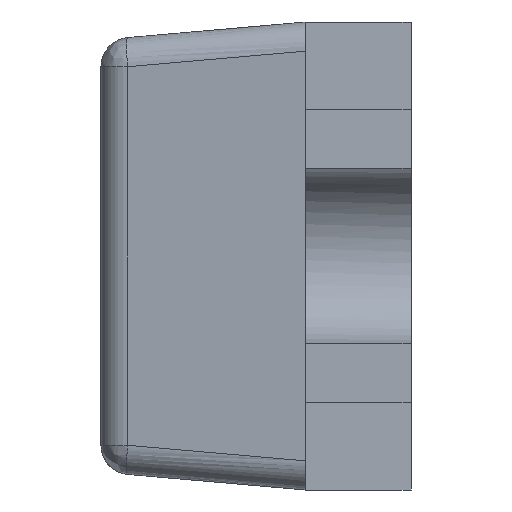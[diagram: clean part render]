
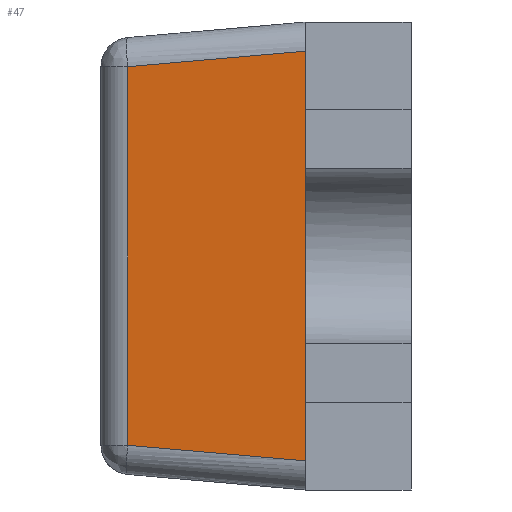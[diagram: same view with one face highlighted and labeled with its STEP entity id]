
A CAD part, left-side view. The second image highlights one B-rep face of the part: STEP entity #47.
In plain terms, the highlighted planar face has unit normal (-0.996, 0.087, 0).
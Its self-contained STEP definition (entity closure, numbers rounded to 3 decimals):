
#47=ADVANCED_FACE('',(#90),#715,.T.);
#90=FACE_OUTER_BOUND('',#133,.T.);
#133=EDGE_LOOP('',(#177,#178,#179,#180));
#177=ORIENTED_EDGE('',*,*,#401,.T.);
#178=ORIENTED_EDGE('',*,*,#431,.T.);
#179=ORIENTED_EDGE('',*,*,#402,.T.);
#180=ORIENTED_EDGE('',*,*,#422,.T.);
#401=EDGE_CURVE('',#625,#626,#533,.T.);
#402=EDGE_CURVE('',#627,#628,#534,.T.);
#422=EDGE_CURVE('',#628,#625,#548,.T.);
#431=EDGE_CURVE('',#626,#627,#551,.T.);
#533=B_SPLINE_CURVE_WITH_KNOTS('',1,(#1178,#1179),.UNSPECIFIED.,.F.,.F.,
(2,2),(0.,0.647),.UNSPECIFIED.);
#534=B_SPLINE_CURVE_WITH_KNOTS('',1,(#1180,#1181),.UNSPECIFIED.,.F.,.F.,
(2,2),(0.,0.7),.UNSPECIFIED.);
#548=B_SPLINE_CURVE_WITH_KNOTS('',1,(#1230,#1231),.UNSPECIFIED.,.F.,.F.,
(2,2),(0.,0.307),.UNSPECIFIED.);
#551=B_SPLINE_CURVE_WITH_KNOTS('',1,(#1254,#1255),.UNSPECIFIED.,.F.,.F.,
(2,2),(0.,0.307),.UNSPECIFIED.);
#625=VERTEX_POINT('',#1158);
#626=VERTEX_POINT('',#1159);
#627=VERTEX_POINT('',#1160);
#628=VERTEX_POINT('',#1161);
#715=PLANE('',#764);
#764=AXIS2_PLACEMENT_3D('',#828,#796,$);
#796=DIRECTION('',(-0.996,0.087,0.));
#828=CARTESIAN_POINT('',(-0.468,1.114,-1.021));
#1158=CARTESIAN_POINT('',(-0.523,0.484,0.324));
#1159=CARTESIAN_POINT('',(-0.523,0.484,-0.324));
#1160=CARTESIAN_POINT('',(-0.55,0.18,-0.35));
#1161=CARTESIAN_POINT('',(-0.55,0.18,0.35));
#1178=CARTESIAN_POINT('',(-0.523,0.484,0.324));
#1179=CARTESIAN_POINT('',(-0.523,0.484,-0.324));
#1180=CARTESIAN_POINT('',(-0.55,0.18,-0.35));
#1181=CARTESIAN_POINT('',(-0.55,0.18,0.35));
#1230=CARTESIAN_POINT('',(-0.55,0.18,0.35));
#1231=CARTESIAN_POINT('',(-0.523,0.484,0.324));
#1254=CARTESIAN_POINT('',(-0.523,0.484,-0.324));
#1255=CARTESIAN_POINT('',(-0.55,0.18,-0.35));
